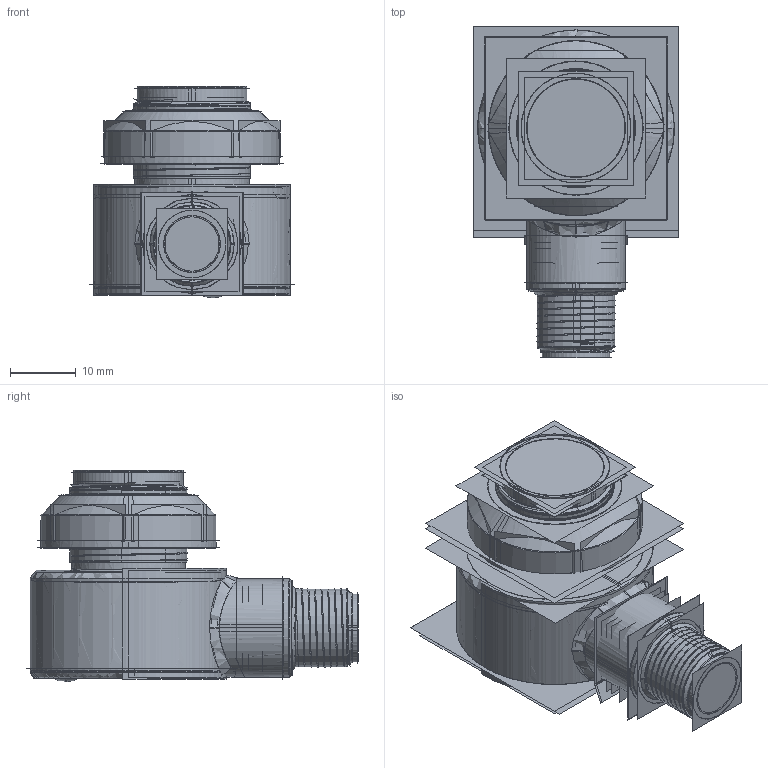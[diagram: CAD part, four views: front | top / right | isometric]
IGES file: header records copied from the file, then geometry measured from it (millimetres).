
Start section:  PTC IGES file: 199027.igs
Global section: file name: 199027.igs; native system: Creo Parametric by PTC Inc.; preprocessor: 2016260; author: pdmadmin; organization: Unknown; date: 20171207.073443; units: millimetre
Bounding box: 31.2 x 50.65 x 32.3 mm (x, y, z)
Volume: 18753.9 mm3; surface area: 83153.9 mm2
Topology: 9 solids, 14 shells, 750 faces, 3774 edges, 4772 vertices
Faces by surface type: revolution 470, bspline 280
